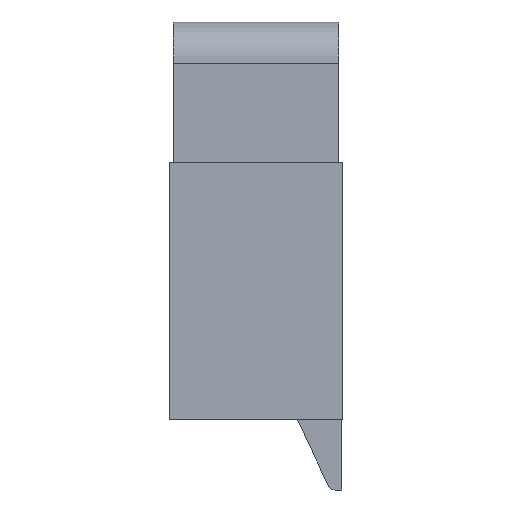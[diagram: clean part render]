
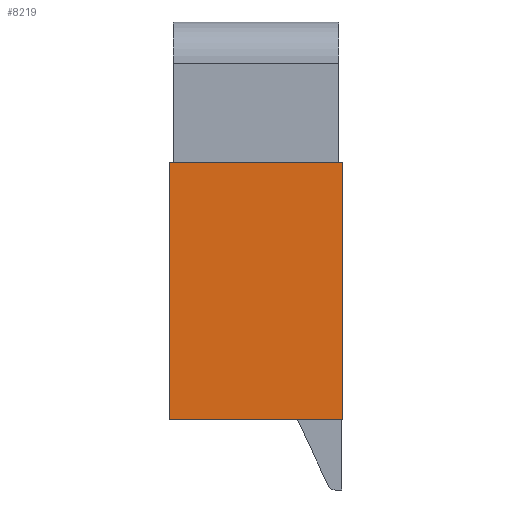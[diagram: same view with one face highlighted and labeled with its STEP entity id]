
A CAD part, left-side view. The second image highlights one B-rep face of the part: STEP entity #8219.
In plain terms, the highlighted planar face has unit normal (-1, 0, 0).
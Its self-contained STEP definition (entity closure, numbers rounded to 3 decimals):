
#1761=ORIENTED_EDGE('',*,*,#3451,.T.);
#1762=ORIENTED_EDGE('',*,*,#3445,.F.);
#1763=ORIENTED_EDGE('',*,*,#3441,.F.);
#1764=ORIENTED_EDGE('',*,*,#3452,.F.);
#1765=ORIENTED_EDGE('',*,*,#3453,.F.);
#1766=ORIENTED_EDGE('',*,*,#3448,.T.);
#3441=EDGE_CURVE('',#4369,#4360,#5362,.T.);
#3445=EDGE_CURVE('',#4360,#4371,#5366,.T.);
#3448=EDGE_CURVE('',#4374,#4373,#5369,.T.);
#3451=EDGE_CURVE('',#4373,#4371,#5372,.T.);
#3452=EDGE_CURVE('',#4376,#4369,#5373,.T.);
#3453=EDGE_CURVE('',#4374,#4376,#5374,.T.);
#4360=VERTEX_POINT('',#12751);
#4369=VERTEX_POINT('',#12784);
#4371=VERTEX_POINT('',#12793);
#4373=VERTEX_POINT('',#12798);
#4374=VERTEX_POINT('',#12800);
#4376=VERTEX_POINT('',#12807);
#5362=LINE('',#12785,#6491);
#5366=LINE('',#12792,#6495);
#5369=LINE('',#12799,#6498);
#5372=LINE('',#12805,#6501);
#5373=LINE('',#12806,#6502);
#5374=LINE('',#12808,#6503);
#6491=VECTOR('',#10391,1000.);
#6495=VECTOR('',#10399,1000.);
#6498=VECTOR('',#10404,1000.);
#6501=VECTOR('',#10409,1000.);
#6502=VECTOR('',#10410,1000.);
#6503=VECTOR('',#10411,1000.);
#7036=EDGE_LOOP('',(#1761,#1762,#1763,#1764,#1765,#1766));
#7441=FACE_BOUND('',#7036,.T.);
#7814=PLANE('',#8715);
#8219=ADVANCED_FACE('',(#7441),#7814,.F.);
#8715=AXIS2_PLACEMENT_3D('',#12804,#10407,#10408);
#10391=DIRECTION('',(0.,-1.,0.));
#10399=DIRECTION('',(0.,-1.,0.));
#10404=DIRECTION('',(0.,-1.,0.));
#10407=DIRECTION('',(1.,0.,0.));
#10408=DIRECTION('',(0.,0.,-1.));
#10409=DIRECTION('',(0.,0.,1.));
#10410=DIRECTION('',(0.,-1.,0.));
#10411=DIRECTION('',(0.,0.,1.));
#12751=CARTESIAN_POINT('',(-4.575,0.,-1.7));
#12784=CARTESIAN_POINT('',(-4.575,2.,-1.7));
#12785=CARTESIAN_POINT('',(-4.575,2.05,-1.7));
#12792=CARTESIAN_POINT('',(-4.575,2.05,-1.7));
#12793=CARTESIAN_POINT('',(-4.575,-0.05,-1.7));
#12798=CARTESIAN_POINT('',(-4.575,-0.05,-4.82));
#12799=CARTESIAN_POINT('',(-4.575,2.05,-4.82));
#12800=CARTESIAN_POINT('',(-4.575,2.05,-4.82));
#12804=CARTESIAN_POINT('',(-4.575,2.05,-4.82));
#12805=CARTESIAN_POINT('',(-4.575,-0.05,-4.82));
#12806=CARTESIAN_POINT('',(-4.575,2.05,-1.7));
#12807=CARTESIAN_POINT('',(-4.575,2.05,-1.7));
#12808=CARTESIAN_POINT('',(-4.575,2.05,-4.82));
